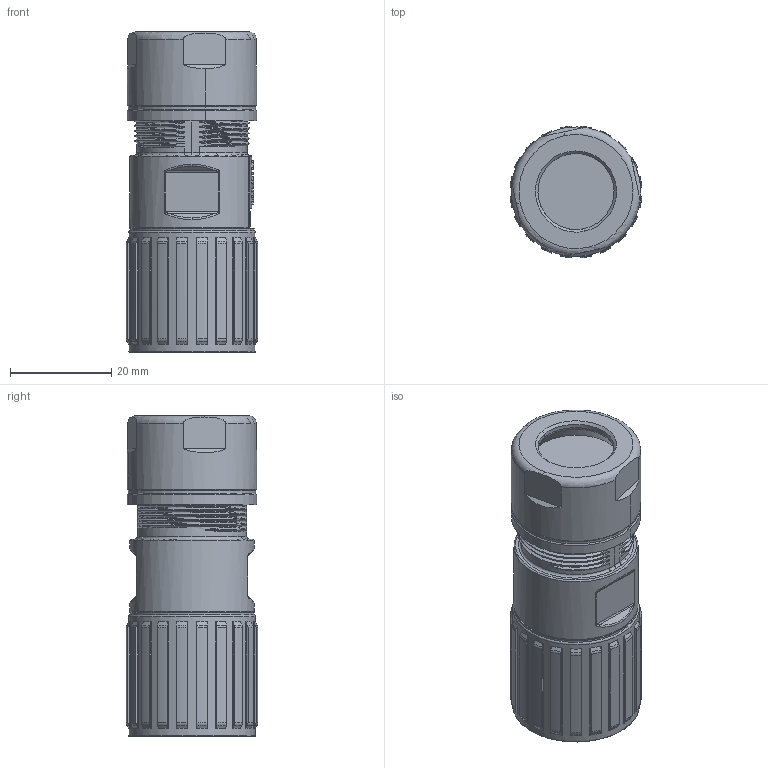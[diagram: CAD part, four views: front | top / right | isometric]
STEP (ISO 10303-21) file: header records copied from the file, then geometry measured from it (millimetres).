
FILE_DESCRIPTION((''),'2;1');
FILE_NAME('3D_1810124213004_MR23-012R-T-D8','2024-01-17T',('js.wu'),(''),'PRO/ENGINEER BY PARAMETRIC TECHNOLOGY CORPORATION, 2012480','PRO/ENGINEER BY PARAMETRIC TECHNOLOGY CORPORATION, 2012480','');
FILE_SCHEMA(('CONFIG_CONTROL_DESIGN'));
Length unit declared in the file: millimetre
Products named in the file (1): 3D_1810124213004_MR23-012R-T-D8
Bounding box: 25.93 x 25.93 x 63.1 mm (x, y, z)
Volume: 24237.1 mm3; surface area: 13467.4 mm2
Topology: 1 solids, 5 shells, 925 faces, 2664 edges, 1808 vertices
Faces by surface type: plane 316, cylinder 242, cone 139, torus 119, bspline 97, sphere 8, extrusion 4
Entity records: 42148 total; most frequent: CARTESIAN_POINT 18906, ORIENTED_EDGE 5312, DIRECTION 4341, EDGE_CURVE 2656, VERTEX_POINT 1808, AXIS2_PLACEMENT_3D 1736, EDGE_LOOP 992, FACE_OUTER_BOUND 925
